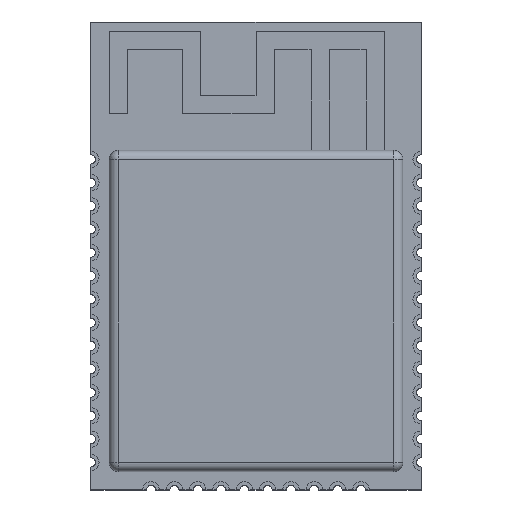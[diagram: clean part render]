
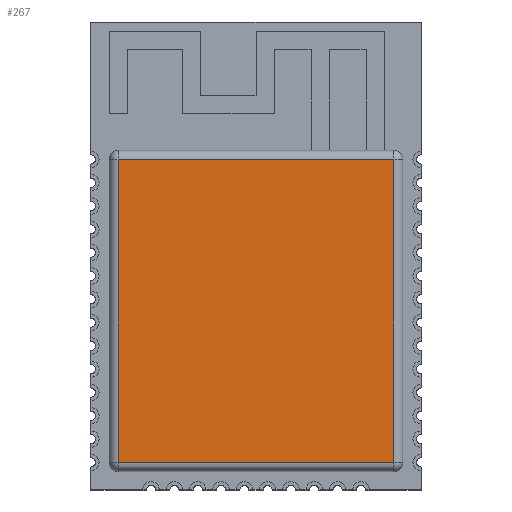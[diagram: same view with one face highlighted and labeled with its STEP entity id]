
A CAD part, top view. The second image highlights one B-rep face of the part: STEP entity #267.
In plain terms, the highlighted planar face has unit normal (0, 0, 1).
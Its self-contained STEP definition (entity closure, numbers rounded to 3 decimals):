
#267 = ADVANCED_FACE( '', ( #698 ), #699, .F. );
#698 = FACE_OUTER_BOUND( '', #1291, .T. );
#699 = PLANE( '', #1292 );
#1291 = EDGE_LOOP( '', ( #2020, #2021, #2022, #2023 ) );
#1292 = AXIS2_PLACEMENT_3D( '', #2024, #2025, #2026 );
#2020 = ORIENTED_EDGE( '', *, *, #3826, .T. );
#2021 = ORIENTED_EDGE( '', *, *, #3850, .T. );
#2022 = ORIENTED_EDGE( '', *, *, #3851, .T. );
#2023 = ORIENTED_EDGE( '', *, *, #3852, .T. );
#2024 = CARTESIAN_POINT( '', ( 0., 0., 3.1 ) );
#2025 = DIRECTION( '', ( 0., 0., -1. ) );
#2026 = DIRECTION( '', ( -1., 0., 0. ) );
#3826 = EDGE_CURVE( '', #4668, #4673, #4675, .F. );
#3850 = EDGE_CURVE( '', #4673, #4715, #4716, .F. );
#3851 = EDGE_CURVE( '', #4715, #4717, #4718, .F. );
#3852 = EDGE_CURVE( '', #4717, #4668, #4719, .F. );
#4668 = VERTEX_POINT( '', #5863 );
#4673 = VERTEX_POINT( '', #5869 );
#4675 = LINE( '', #5871, #5872 );
#4715 = VERTEX_POINT( '', #5926 );
#4716 = LINE( '', #5927, #5928 );
#4717 = VERTEX_POINT( '', #5929 );
#4718 = LINE( '', #5930, #5931 );
#4719 = LINE( '', #5932, #5933 );
#5863 = CARTESIAN_POINT( '', ( 7.5, 18., 3.1 ) );
#5869 = CARTESIAN_POINT( '', ( -7.5, 18., 3.1 ) );
#5871 = CARTESIAN_POINT( '', ( -8., 18., 3.1 ) );
#5872 = VECTOR( '', #7279, 1000. );
#5926 = CARTESIAN_POINT( '', ( -7.5, 1.5, 3.1 ) );
#5927 = CARTESIAN_POINT( '', ( -7.5, 1., 3.1 ) );
#5928 = VECTOR( '', #7306, 1000. );
#5929 = CARTESIAN_POINT( '', ( 7.5, 1.5, 3.1 ) );
#5930 = CARTESIAN_POINT( '', ( 8., 1.5, 3.1 ) );
#5931 = VECTOR( '', #7307, 1000. );
#5932 = CARTESIAN_POINT( '', ( 7.5, 18.5, 3.1 ) );
#5933 = VECTOR( '', #7308, 1000. );
#7279 = DIRECTION( '', ( 1., 0., 0. ) );
#7306 = DIRECTION( '', ( 0., 1., 0. ) );
#7307 = DIRECTION( '', ( -1., 0., 0. ) );
#7308 = DIRECTION( '', ( 0., -1., 0. ) );
